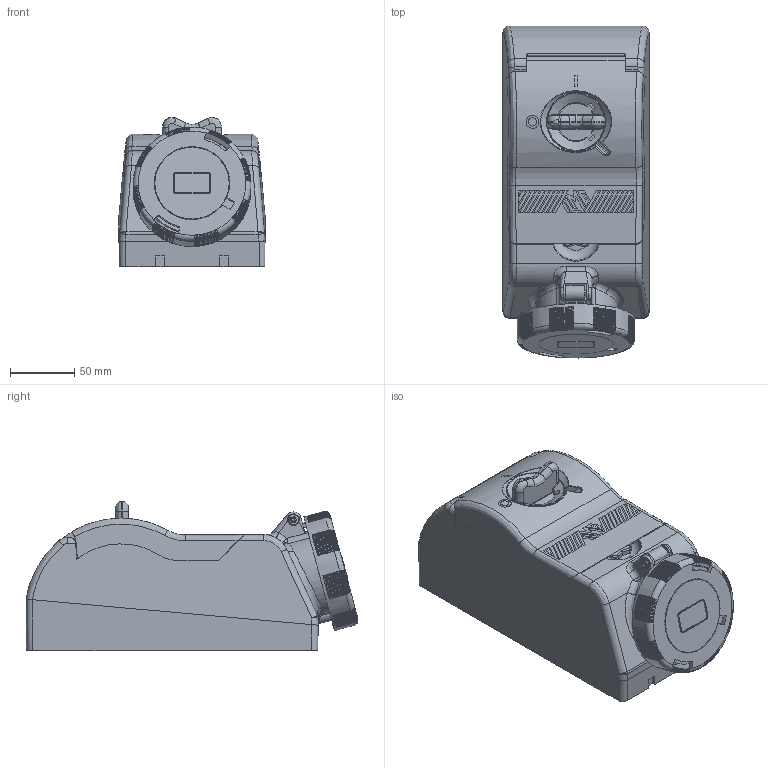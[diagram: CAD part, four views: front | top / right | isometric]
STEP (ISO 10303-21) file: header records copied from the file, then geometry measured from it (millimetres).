
FILE_DESCRIPTION(('Creo Elements/Direct Modeling STEP Export'),'2;1');
FILE_NAME('KI_3263_IB6.stp','2014-07-29T13:19:39',(''),(''),'Creo Elements/Direct Modeling STEP processor for AP214 (Solid Model)','Creo Elements/Direct Modeling 18.0B 02-Dec-2011 (C) Parametric Technology GmbH','');
FILE_SCHEMA(('AUTOMOTIVE_DESIGN { 1 0 10303 214 1 1 1 1 }'));
Products named in the file (3): COPERCHIETTO_3263; CORPO_KI_3263_EB6-IB6.1; KI_3263_IB6
Assembly tree (2 placements, depth 2):
  KI_3263_IB6
    CORPO_KI_3263_EB6-IB6.1
    COPERCHIETTO_3263
Bounding box: 114.01 x 259.14 x 116.39 mm (x, y, z)
Volume: 2260823.7 mm3; surface area: 209890.4 mm2
Topology: 2 solids, 2 shells, 2593 faces, 7260 edges, 4536 vertices
Faces by surface type: plane 1590, torus 418, cylinder 409, bspline 146, cone 23, extrusion 7
Entity records: 148190 total; most frequent: CARTESIAN_POINT 72776, ORIENTED_EDGE 14092, DIRECTION 11518, EDGE_CURVE 7046, VERTEX_POINT 4536, VECTOR 4344, LINE 4337, AXIS2_PLACEMENT_3D 3587
